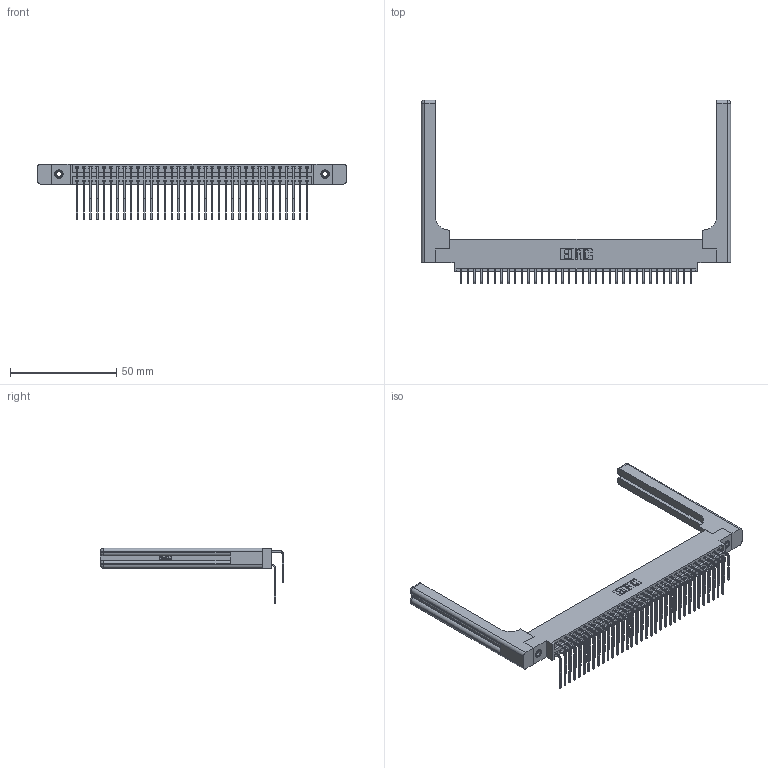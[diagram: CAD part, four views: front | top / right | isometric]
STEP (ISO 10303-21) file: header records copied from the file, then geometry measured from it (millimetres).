
FILE_DESCRIPTION (( 'STEP AP203' ), '1' );
FILE_NAME ('396-070-559-858.STEP', '2019-11-03T11:19:21', ( '' ), ( '' ), 'SwSTEP 2.0', 'SolidWorks 2016', '' );
FILE_SCHEMA (( 'CONFIG_CONTROL_DESIGN' ));
Length unit declared in the file: inch
Products named in the file (6): 396-070-559-858; 346 Part_0.170 Offset - 0.156 Dia-TH; 345-292-001_559 Tail - 2; 345-250-001_345-250-001-102; 345-292-001_558 559 Tail - 1; 346-220-058_345-220-058
Assembly tree (75 placements, depth 2):
  396-070-559-858
    346 Part_0.170 Offset - 0.156 Dia-TH
    345-292-001_558 559 Tail - 1  x35
    345-292-001_559 Tail - 2  x35
    345-250-001_345-250-001-102  x2
    346-220-058_345-220-058  x2
Bounding box: 145.19 x 86.17 x 26.16 mm (x, y, z)
Volume: 21846.5 mm3; surface area: 26707.8 mm2
Topology: 75 solids, 75 shells, 4162 faces, 12277 edges, 8070 vertices
Faces by surface type: plane 2818, cylinder 1284, bspline 36, cone 12, sphere 8, torus 4
Entity records: 30882 total; most frequent: CARTESIAN_POINT 6160, ORIENTED_EDGE 4840, DIRECTION 4384, EDGE_CURVE 2420, VECTOR 2016, LINE 2016, VERTEX_POINT 1602, AXIS2_PLACEMENT_3D 1184
